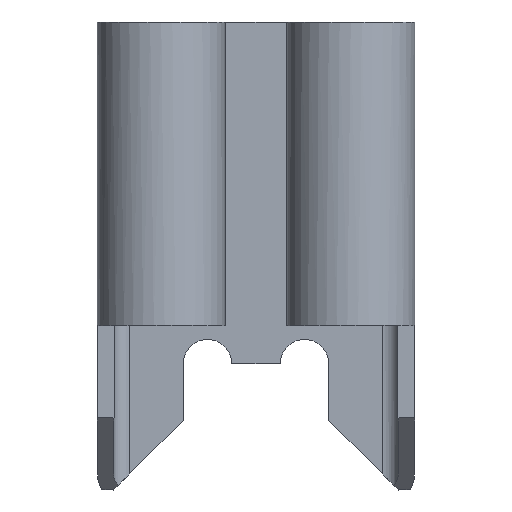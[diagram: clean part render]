
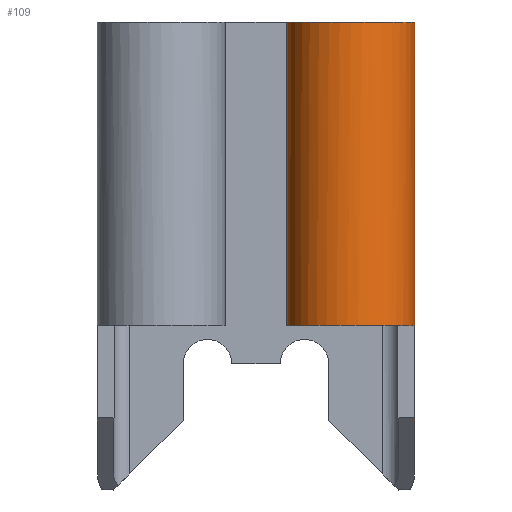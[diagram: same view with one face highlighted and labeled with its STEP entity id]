
A CAD part, top view. The second image highlights one B-rep face of the part: STEP entity #109.
In plain terms, the highlighted cylindrical face has radius 2.007 mm (diameter 4.013 mm), a partial arc.
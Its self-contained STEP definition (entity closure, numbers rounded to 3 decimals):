
#5 = CARTESIAN_POINT ( 'NONE',  ( 4.968, 2.261, 0.203 ) ) ;
#6 =( BOUNDED_CURVE ( )  B_SPLINE_CURVE ( 3, ( #5, #1102, #1017, #426 ),
 .UNSPECIFIED., .F., .F. ) 
 B_SPLINE_CURVE_WITH_KNOTS ( ( 4, 4 ),
 ( 4.611, 4.712 ),
 .UNSPECIFIED. ) 
 CURVE ( )  GEOMETRIC_REPRESENTATION_ITEM ( )  RATIONAL_B_SPLINE_CURVE ( ( 1., 0.999, 0.999, 1. ) ) 
 REPRESENTATION_ITEM ( '' )  );
#25 = VERTEX_POINT ( 'NONE', #1171 ) ;
#37 = EDGE_LOOP ( 'NONE', ( #1107, #569, #1136, #1021, #161, #1039 ) ) ;
#62 = DIRECTION ( 'NONE',  ( 0., 0., -1. ) ) ;
#70 = VERTEX_POINT ( 'NONE', #184 ) ;
#73 = AXIS2_PLACEMENT_3D ( 'NONE', #318, #229, #185 ) ;
#76 = CARTESIAN_POINT ( 'NONE',  ( 0.965, 14.681, 0. ) ) ;
#79 = LINE ( 'NONE', #286, #1276 ) ;
#109 = ADVANCED_FACE ( 'NONE', ( #309 ), #792, .T. ) ;
#134 = EDGE_CURVE ( 'NONE', #220, #677, #516, .T. ) ;
#161 = ORIENTED_EDGE ( 'NONE', *, *, #134, .T. ) ;
#170 = CARTESIAN_POINT ( 'NONE',  ( 2.972, 14.681, 0. ) ) ;
#181 = DIRECTION ( 'NONE',  ( 0., -1., 0. ) ) ;
#184 = CARTESIAN_POINT ( 'NONE',  ( 4.968, 2.261, 0.203 ) ) ;
#185 = DIRECTION ( 'NONE',  ( 0., 0., -1. ) ) ;
#194 = DIRECTION ( 'NONE',  ( 0., 0., -1. ) ) ;
#195 = CARTESIAN_POINT ( 'NONE',  ( 4.968, 14.681, 0.203 ) ) ;
#220 = VERTEX_POINT ( 'NONE', #1010 ) ;
#229 = DIRECTION ( 'NONE',  ( 0., 1., 0. ) ) ;
#246 = EDGE_CURVE ( 'NONE', #70, #25, #6, .T. ) ;
#286 = CARTESIAN_POINT ( 'NONE',  ( 0.965, 14.681, 0. ) ) ;
#291 = DIRECTION ( 'NONE',  ( 0., -1., 0. ) ) ;
#309 = FACE_OUTER_BOUND ( 'NONE', #37, .T. ) ;
#318 = CARTESIAN_POINT ( 'NONE',  ( 2.972, 5.156, 0. ) ) ;
#426 = CARTESIAN_POINT ( 'NONE',  ( 4.978, 2.057, 0. ) ) ;
#464 = CARTESIAN_POINT ( 'NONE',  ( 0.965, 5.156, 0. ) ) ;
#516 = CIRCLE ( 'NONE', #1041, 2.007 ) ;
#528 = EDGE_CURVE ( 'NONE', #1202, #70, #757, .T. ) ;
#569 = ORIENTED_EDGE ( 'NONE', *, *, #528, .T. ) ;
#588 = CARTESIAN_POINT ( 'NONE',  ( 4.968, 5.156, 0.203 ) ) ;
#593 = EDGE_CURVE ( 'NONE', #220, #25, #1261, .T. ) ;
#677 = VERTEX_POINT ( 'NONE', #76 ) ;
#683 = DIRECTION ( 'NONE',  ( 0., -1., 0. ) ) ;
#712 = EDGE_CURVE ( 'NONE', #677, #1040, #79, .T. ) ;
#757 = LINE ( 'NONE', #195, #1004 ) ;
#766 = CARTESIAN_POINT ( 'NONE',  ( 4.978, 14.681, 0. ) ) ;
#792 = CYLINDRICAL_SURFACE ( 'NONE', #830, 2.007 ) ;
#830 = AXIS2_PLACEMENT_3D ( 'NONE', #170, #683, #62 ) ;
#901 = DIRECTION ( 'NONE',  ( 0., -1., 0. ) ) ;
#948 = DIRECTION ( 'NONE',  ( 0., -1., 0. ) ) ;
#1004 = VECTOR ( 'NONE', #291, 1000. ) ;
#1010 = CARTESIAN_POINT ( 'NONE',  ( 4.978, 14.681, 0. ) ) ;
#1012 = EDGE_CURVE ( 'NONE', #1040, #1202, #1104, .T. ) ;
#1017 = CARTESIAN_POINT ( 'NONE',  ( 4.978, 2.125, 0.068 ) ) ;
#1021 = ORIENTED_EDGE ( 'NONE', *, *, #593, .F. ) ;
#1039 = ORIENTED_EDGE ( 'NONE', *, *, #712, .T. ) ;
#1040 = VERTEX_POINT ( 'NONE', #464 ) ;
#1041 = AXIS2_PLACEMENT_3D ( 'NONE', #1263, #901, #194 ) ;
#1102 = CARTESIAN_POINT ( 'NONE',  ( 4.975, 2.193, 0.136 ) ) ;
#1104 = CIRCLE ( 'NONE', #73, 2.007 ) ;
#1107 = ORIENTED_EDGE ( 'NONE', *, *, #1012, .T. ) ;
#1136 = ORIENTED_EDGE ( 'NONE', *, *, #246, .T. ) ;
#1171 = CARTESIAN_POINT ( 'NONE',  ( 4.978, 2.057, 0. ) ) ;
#1202 = VERTEX_POINT ( 'NONE', #588 ) ;
#1229 = VECTOR ( 'NONE', #948, 1000. ) ;
#1261 = LINE ( 'NONE', #766, #1229 ) ;
#1263 = CARTESIAN_POINT ( 'NONE',  ( 2.972, 14.681, 0. ) ) ;
#1276 = VECTOR ( 'NONE', #181, 1000. ) ;
